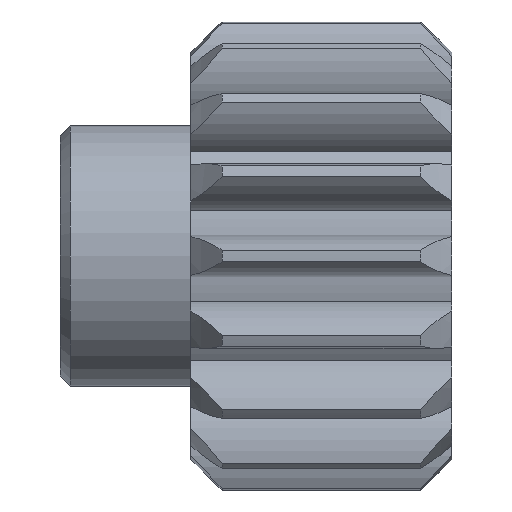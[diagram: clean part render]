
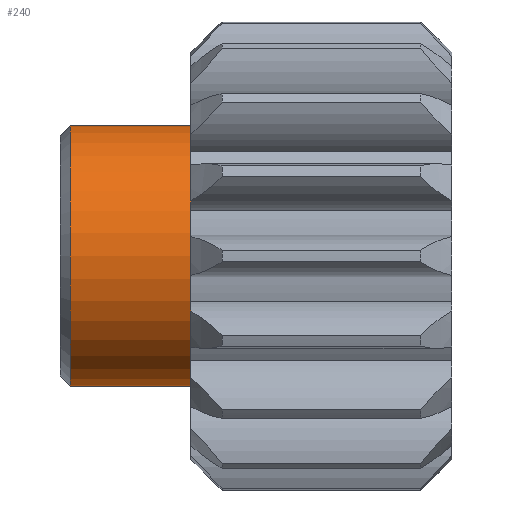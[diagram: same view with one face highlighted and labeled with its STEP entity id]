
A CAD part, front view. The second image highlights one B-rep face of the part: STEP entity #240.
In plain terms, the highlighted cylindrical face has radius 3.175 mm (diameter 6.35 mm), a partial arc.
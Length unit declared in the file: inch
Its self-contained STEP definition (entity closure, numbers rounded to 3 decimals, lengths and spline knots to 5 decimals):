
#22 = VECTOR ( 'NONE', #1269, 39.37008 ) ;
#125 = ORIENTED_EDGE ( 'NONE', *, *, #3152, .T. ) ;
#172 = CARTESIAN_POINT ( 'NONE',  ( 0., 0., 0. ) ) ;
#240 = ADVANCED_FACE ( 'NONE', ( #3586 ), #3268, .T. ) ;
#334 = CARTESIAN_POINT ( 'NONE',  ( -0.115, 0., -0.125 ) ) ;
#676 = AXIS2_PLACEMENT_3D ( 'NONE', #1266, #912, #1626 ) ;
#768 = EDGE_LOOP ( 'NONE', ( #2167, #2673, #125, #3240 ) ) ;
#912 = DIRECTION ( 'NONE',  ( 1., 0., 0. ) ) ;
#923 = VECTOR ( 'NONE', #1878, 39.37008 ) ;
#967 = AXIS2_PLACEMENT_3D ( 'NONE', #1389, #1073, #2016 ) ;
#1014 = CARTESIAN_POINT ( 'NONE',  ( 0., 0., 0.125 ) ) ;
#1073 = DIRECTION ( 'NONE',  ( 1., 0., 0. ) ) ;
#1089 = DIRECTION ( 'NONE',  ( 0., 0., -1. ) ) ;
#1266 = CARTESIAN_POINT ( 'NONE',  ( -0.115, 0., 0. ) ) ;
#1269 = DIRECTION ( 'NONE',  ( 1., 0., 0. ) ) ;
#1389 = CARTESIAN_POINT ( 'NONE',  ( -0.125, 0., 0. ) ) ;
#1626 = DIRECTION ( 'NONE',  ( 0., 0., -1. ) ) ;
#1752 = EDGE_CURVE ( 'NONE', #2165, #3815, #2250, .T. ) ;
#1878 = DIRECTION ( 'NONE',  ( 1., 0., 0. ) ) ;
#1969 = VERTEX_POINT ( 'NONE', #3287 ) ;
#2016 = DIRECTION ( 'NONE',  ( 0., 0., -1. ) ) ;
#2138 = DIRECTION ( 'NONE',  ( 1., 0., 0. ) ) ;
#2165 = VERTEX_POINT ( 'NONE', #2513 ) ;
#2167 = ORIENTED_EDGE ( 'NONE', *, *, #1752, .F. ) ;
#2176 = EDGE_CURVE ( 'NONE', #2165, #3236, #2929, .T. ) ;
#2183 = CARTESIAN_POINT ( 'NONE',  ( -0.125, 0., -0.125 ) ) ;
#2250 = LINE ( 'NONE', #3812, #923 ) ;
#2427 = EDGE_CURVE ( 'NONE', #3815, #1969, #2525, .T. ) ;
#2513 = CARTESIAN_POINT ( 'NONE',  ( -0.115, 0., 0.125 ) ) ;
#2525 = CIRCLE ( 'NONE', #2661, 0.125 ) ;
#2661 = AXIS2_PLACEMENT_3D ( 'NONE', #172, #2138, #1089 ) ;
#2673 = ORIENTED_EDGE ( 'NONE', *, *, #2176, .T. ) ;
#2811 = LINE ( 'NONE', #2183, #22 ) ;
#2929 = CIRCLE ( 'NONE', #676, 0.125 ) ;
#3152 = EDGE_CURVE ( 'NONE', #3236, #1969, #2811, .T. ) ;
#3236 = VERTEX_POINT ( 'NONE', #334 ) ;
#3240 = ORIENTED_EDGE ( 'NONE', *, *, #2427, .F. ) ;
#3268 = CYLINDRICAL_SURFACE ( 'NONE', #967, 0.125 ) ;
#3287 = CARTESIAN_POINT ( 'NONE',  ( 0., 0., -0.125 ) ) ;
#3586 = FACE_OUTER_BOUND ( 'NONE', #768, .T. ) ;
#3812 = CARTESIAN_POINT ( 'NONE',  ( -0.125, 0., 0.125 ) ) ;
#3815 = VERTEX_POINT ( 'NONE', #1014 ) ;
